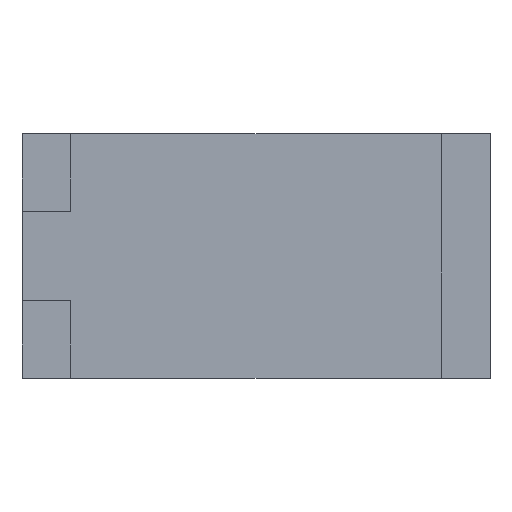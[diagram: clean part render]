
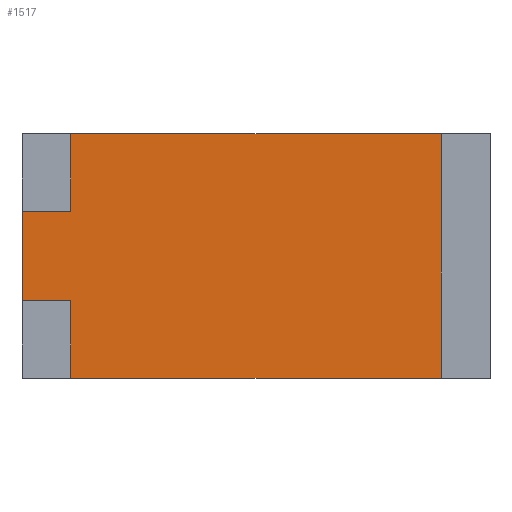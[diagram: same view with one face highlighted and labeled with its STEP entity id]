
A CAD part, top view. The second image highlights one B-rep face of the part: STEP entity #1517.
In plain terms, the highlighted planar face has unit normal (0, 0, 1).
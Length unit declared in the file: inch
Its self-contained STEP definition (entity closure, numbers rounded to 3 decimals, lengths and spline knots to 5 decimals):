
#206 = CARTESIAN_POINT ( 'NONE',  ( 0.24, 0., 0.0265 ) ) ;
#219 = VECTOR ( 'NONE', #5344, 39.37008 ) ;
#394 = PLANE ( 'NONE',  #1363 ) ;
#422 = DIRECTION ( 'NONE',  ( 0., 0., -1. ) ) ;
#425 = LINE ( 'NONE', #2549, #749 ) ;
#474 = VERTEX_POINT ( 'NONE', #3875 ) ;
#482 = EDGE_CURVE ( 'NONE', #5448, #2321, #5002, .T. ) ;
#631 = EDGE_LOOP ( 'NONE', ( #804, #1319, #4577, #4222 ) ) ;
#749 = VECTOR ( 'NONE', #1765, 39.37008 ) ;
#804 = ORIENTED_EDGE ( 'NONE', *, *, #1920, .T. ) ;
#920 = VECTOR ( 'NONE', #1927, 39.37008 ) ;
#1184 = LINE ( 'NONE', #4869, #219 ) ;
#1307 = EDGE_CURVE ( 'NONE', #2321, #5056, #1184, .T. ) ;
#1319 = ORIENTED_EDGE ( 'NONE', *, *, #1999, .T. ) ;
#1363 = AXIS2_PLACEMENT_3D ( 'NONE', #3790, #422, #2029 ) ;
#1452 = FACE_OUTER_BOUND ( 'NONE', #631, .T. ) ;
#1517 = ADVANCED_FACE ( 'NONE', ( #1452 ), #394, .F. ) ;
#1765 = DIRECTION ( 'NONE',  ( 1., 0., 0. ) ) ;
#1920 = EDGE_CURVE ( 'NONE', #5056, #474, #3050, .T. ) ;
#1927 = DIRECTION ( 'NONE',  ( 0., 1., 0. ) ) ;
#1999 = EDGE_CURVE ( 'NONE', #474, #5448, #425, .T. ) ;
#2029 = DIRECTION ( 'NONE',  ( -1., 0., 0. ) ) ;
#2061 = VECTOR ( 'NONE', #3342, 39.37008 ) ;
#2321 = VERTEX_POINT ( 'NONE', #3547 ) ;
#2549 = CARTESIAN_POINT ( 'NONE',  ( 0., 0., 0.0265 ) ) ;
#2882 = CARTESIAN_POINT ( 'NONE',  ( 0., 0.126, 0.0265 ) ) ;
#3050 = LINE ( 'NONE', #5037, #2061 ) ;
#3342 = DIRECTION ( 'NONE',  ( 0., -1., 0. ) ) ;
#3547 = CARTESIAN_POINT ( 'NONE',  ( 0.24, 0.126, 0.0265 ) ) ;
#3790 = CARTESIAN_POINT ( 'NONE',  ( 0., 0., 0.0265 ) ) ;
#3875 = CARTESIAN_POINT ( 'NONE',  ( 0., 0., 0.0265 ) ) ;
#4222 = ORIENTED_EDGE ( 'NONE', *, *, #1307, .T. ) ;
#4577 = ORIENTED_EDGE ( 'NONE', *, *, #482, .T. ) ;
#4869 = CARTESIAN_POINT ( 'NONE',  ( 0., 0.126, 0.0265 ) ) ;
#5002 = LINE ( 'NONE', #5118, #920 ) ;
#5037 = CARTESIAN_POINT ( 'NONE',  ( 0., 0., 0.0265 ) ) ;
#5056 = VERTEX_POINT ( 'NONE', #2882 ) ;
#5118 = CARTESIAN_POINT ( 'NONE',  ( 0.24, 0., 0.0265 ) ) ;
#5344 = DIRECTION ( 'NONE',  ( -1., 0., 0. ) ) ;
#5448 = VERTEX_POINT ( 'NONE', #206 ) ;
